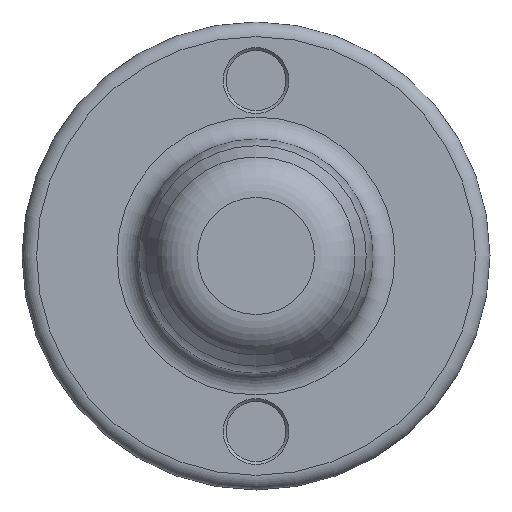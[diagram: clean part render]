
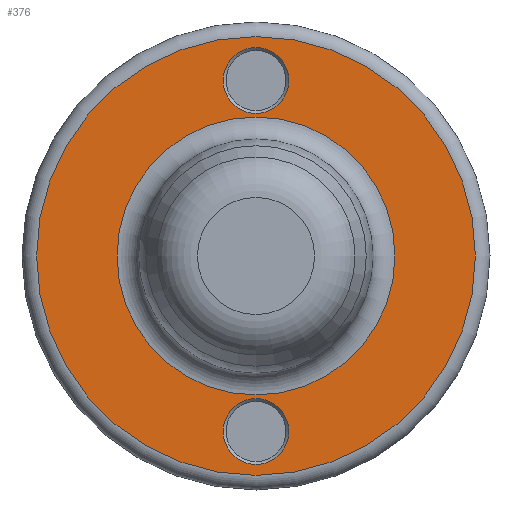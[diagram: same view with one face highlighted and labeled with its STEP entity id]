
A CAD part, front view. The second image highlights one B-rep face of the part: STEP entity #376.
In plain terms, the highlighted planar face has unit normal (0, -1, 0).
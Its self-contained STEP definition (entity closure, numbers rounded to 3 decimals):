
#26 = EDGE_CURVE ( 'NONE', #277, #277, #121, .T. ) ;
#37 = AXIS2_PLACEMENT_3D ( 'NONE', #216, #206, #57 ) ;
#51 = CARTESIAN_POINT ( 'NONE',  ( 0., 16.2, 9.75 ) ) ;
#53 = EDGE_CURVE ( 'NONE', #254, #254, #326, .T. ) ;
#57 = DIRECTION ( 'NONE',  ( 0., 0., 1. ) ) ;
#58 = EDGE_LOOP ( 'NONE', ( #385 ) ) ;
#78 = CARTESIAN_POINT ( 'NONE',  ( -15., 16.2, 0. ) ) ;
#87 = DIRECTION ( 'NONE',  ( 0., 0., 1. ) ) ;
#121 = CIRCLE ( 'NONE', #405, 9.5 ) ;
#129 = DIRECTION ( 'NONE',  ( 0., 0., -1. ) ) ;
#174 = FACE_BOUND ( 'NONE', #58, .T. ) ;
#178 = EDGE_LOOP ( 'NONE', ( #480 ) ) ;
#206 = DIRECTION ( 'NONE',  ( 0., 1., 0. ) ) ;
#210 = CARTESIAN_POINT ( 'NONE',  ( 0., 16.2, 15. ) ) ;
#216 = CARTESIAN_POINT ( 'NONE',  ( 0., 16.2, 0. ) ) ;
#221 = DIRECTION ( 'NONE',  ( 0., 0., -1. ) ) ;
#224 = DIRECTION ( 'NONE',  ( 0., -1., 0. ) ) ;
#252 = EDGE_CURVE ( 'NONE', #463, #463, #355, .T. ) ;
#254 = VERTEX_POINT ( 'NONE', #51 ) ;
#257 = ORIENTED_EDGE ( 'NONE', *, *, #53, .F. ) ;
#271 = CIRCLE ( 'NONE', #351, 2.25 ) ;
#277 = VERTEX_POINT ( 'NONE', #369 ) ;
#294 = CARTESIAN_POINT ( 'NONE',  ( 0., 16.2, 12. ) ) ;
#326 = CIRCLE ( 'NONE', #503, 2.25 ) ;
#332 = DIRECTION ( 'NONE',  ( 0., -1., 0. ) ) ;
#346 = CARTESIAN_POINT ( 'NONE',  ( 0., 16.2, 0. ) ) ;
#351 = AXIS2_PLACEMENT_3D ( 'NONE', #534, #224, #221 ) ;
#355 = CIRCLE ( 'NONE', #37, 15. ) ;
#363 = EDGE_LOOP ( 'NONE', ( #643 ) ) ;
#369 = CARTESIAN_POINT ( 'NONE',  ( 0., 16.2, 9.5 ) ) ;
#371 = PLANE ( 'NONE',  #473 ) ;
#375 = FACE_BOUND ( 'NONE', #418, .T. ) ;
#376 = ADVANCED_FACE ( 'NONE', ( #375, #431, #583, #174 ), #371, .T. ) ;
#385 = ORIENTED_EDGE ( 'NONE', *, *, #425, .F. ) ;
#405 = AXIS2_PLACEMENT_3D ( 'NONE', #346, #446, #87 ) ;
#418 = EDGE_LOOP ( 'NONE', ( #257 ) ) ;
#425 = EDGE_CURVE ( 'NONE', #549, #549, #271, .T. ) ;
#431 = FACE_BOUND ( 'NONE', #363, .T. ) ;
#446 = DIRECTION ( 'NONE',  ( 0., 1., 0. ) ) ;
#455 = DIRECTION ( 'NONE',  ( 0., -1., 0. ) ) ;
#463 = VERTEX_POINT ( 'NONE', #210 ) ;
#473 = AXIS2_PLACEMENT_3D ( 'NONE', #78, #332, #129 ) ;
#480 = ORIENTED_EDGE ( 'NONE', *, *, #252, .F. ) ;
#499 = DIRECTION ( 'NONE',  ( 0., 0., -1. ) ) ;
#503 = AXIS2_PLACEMENT_3D ( 'NONE', #294, #455, #499 ) ;
#534 = CARTESIAN_POINT ( 'NONE',  ( 0., 16.2, -12. ) ) ;
#549 = VERTEX_POINT ( 'NONE', #639 ) ;
#583 = FACE_OUTER_BOUND ( 'NONE', #178, .T. ) ;
#639 = CARTESIAN_POINT ( 'NONE',  ( 0., 16.2, -14.25 ) ) ;
#643 = ORIENTED_EDGE ( 'NONE', *, *, #26, .T. ) ;
